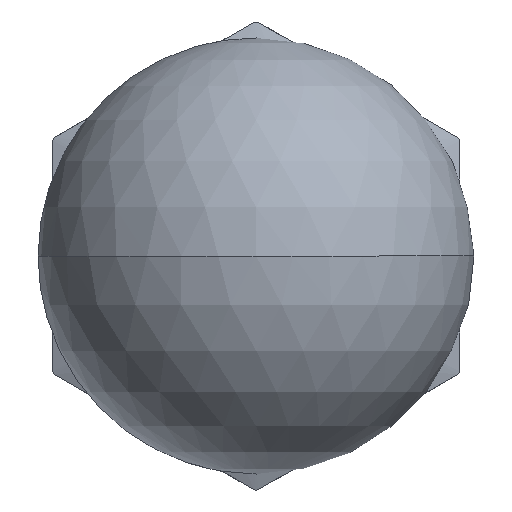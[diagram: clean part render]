
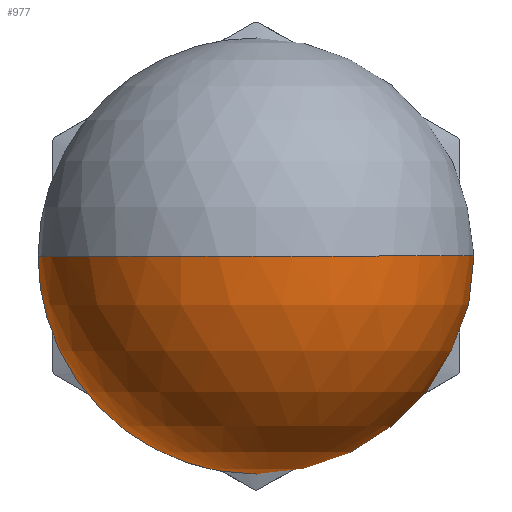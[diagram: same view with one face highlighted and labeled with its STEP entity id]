
A CAD part, front view. The second image highlights one B-rep face of the part: STEP entity #977.
In plain terms, the highlighted spherical face has radius 7.5 mm.
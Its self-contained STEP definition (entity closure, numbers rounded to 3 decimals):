
#63 = CARTESIAN_POINT ( 'NONE',  ( -6., -10., 0. ) ) ;
#146 = ORIENTED_EDGE ( 'NONE', *, *, #774, .F. ) ;
#186 = AXIS2_PLACEMENT_3D ( 'NONE', #1256, #1255, #1240 ) ;
#207 = ORIENTED_EDGE ( 'NONE', *, *, #773, .T. ) ;
#338 = AXIS2_PLACEMENT_3D ( 'NONE', #459, #456, #455 ) ;
#340 = AXIS2_PLACEMENT_3D ( 'NONE', #483, #478, #472 ) ;
#346 = SPHERICAL_SURFACE ( 'NONE', #186, 7.5 ) ;
#352 = FACE_OUTER_BOUND ( 'NONE', #669, .T. ) ;
#357 = VERTEX_POINT ( 'NONE', #63 ) ;
#402 = AXIS2_PLACEMENT_3D ( 'NONE', #806, #804, #800 ) ;
#455 = DIRECTION ( 'NONE',  ( 1., 0., 0. ) ) ;
#456 = DIRECTION ( 'NONE',  ( 0., 0., 1. ) ) ;
#459 = CARTESIAN_POINT ( 'NONE',  ( 0., -14.5, 0. ) ) ;
#472 = DIRECTION ( 'NONE',  ( -1., 0., 0. ) ) ;
#478 = DIRECTION ( 'NONE',  ( 0., 0., -1. ) ) ;
#483 = CARTESIAN_POINT ( 'NONE',  ( 0., -14.5, 0. ) ) ;
#550 = VERTEX_POINT ( 'NONE', #1136 ) ;
#622 = ORIENTED_EDGE ( 'NONE', *, *, #680, .F. ) ;
#634 = CIRCLE ( 'NONE', #338, 7.5 ) ;
#648 = CIRCLE ( 'NONE', #340, 7.5 ) ;
#669 = EDGE_LOOP ( 'NONE', ( #146, #207, #622 ) ) ;
#680 = EDGE_CURVE ( 'NONE', #550, #357, #748, .T. ) ;
#748 = CIRCLE ( 'NONE', #402, 6. ) ;
#773 = EDGE_CURVE ( 'NONE', #1093, #357, #648, .T. ) ;
#774 = EDGE_CURVE ( 'NONE', #1093, #550, #634, .T. ) ;
#800 = DIRECTION ( 'NONE',  ( -1., 0., 0. ) ) ;
#804 = DIRECTION ( 'NONE',  ( 0., 1., 0. ) ) ;
#806 = CARTESIAN_POINT ( 'NONE',  ( 0., -10., 0. ) ) ;
#864 = CARTESIAN_POINT ( 'NONE',  ( 0., -22., 0. ) ) ;
#977 = ADVANCED_FACE ( 'NONE', ( #352 ), #346, .T. ) ;
#1093 = VERTEX_POINT ( 'NONE', #864 ) ;
#1136 = CARTESIAN_POINT ( 'NONE',  ( 6., -10., 0. ) ) ;
#1240 = DIRECTION ( 'NONE',  ( -1., 0., 0. ) ) ;
#1255 = DIRECTION ( 'NONE',  ( 0., 0., 1. ) ) ;
#1256 = CARTESIAN_POINT ( 'NONE',  ( 0., -14.5, 0. ) ) ;
